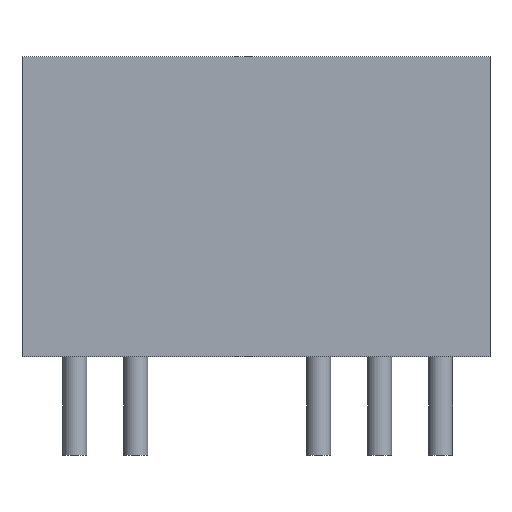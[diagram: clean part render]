
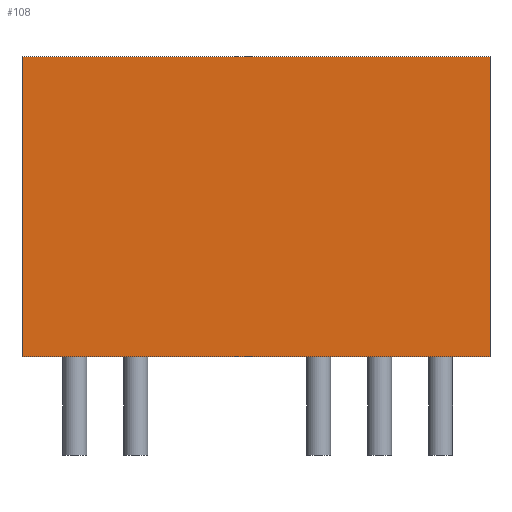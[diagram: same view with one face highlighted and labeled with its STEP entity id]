
A CAD part, front view. The second image highlights one B-rep face of the part: STEP entity #108.
In plain terms, the highlighted planar face has unit normal (0, -1, 0).
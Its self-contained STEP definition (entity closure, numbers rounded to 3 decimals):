
#32 = EDGE_CURVE('',#33,#35,#37,.T.);
#33 = VERTEX_POINT('',#34);
#34 = CARTESIAN_POINT('',(-9.8,-2.8,0.));
#35 = VERTEX_POINT('',#36);
#36 = CARTESIAN_POINT('',(-9.8,-2.8,12.5));
#37 = LINE('',#38,#39);
#38 = CARTESIAN_POINT('',(-9.8,-2.8,0.));
#39 = VECTOR('',#40,1.);
#40 = DIRECTION('',(0.,0.,1.));
#72 = EDGE_CURVE('',#73,#75,#77,.T.);
#73 = VERTEX_POINT('',#74);
#74 = CARTESIAN_POINT('',(9.7,-2.8,0.));
#75 = VERTEX_POINT('',#76);
#76 = CARTESIAN_POINT('',(9.7,-2.8,12.5));
#77 = LINE('',#78,#79);
#78 = CARTESIAN_POINT('',(9.7,-2.8,0.));
#79 = VECTOR('',#80,1.);
#80 = DIRECTION('',(0.,0.,1.));
#108 = ADVANCED_FACE('',(#109),#125,.F.);
#109 = FACE_BOUND('',#110,.F.);
#110 = EDGE_LOOP('',(#111,#117,#118,#124));
#111 = ORIENTED_EDGE('',*,*,#112,.F.);
#112 = EDGE_CURVE('',#33,#73,#113,.T.);
#113 = LINE('',#114,#115);
#114 = CARTESIAN_POINT('',(-9.8,-2.8,0.));
#115 = VECTOR('',#116,1.);
#116 = DIRECTION('',(1.,0.,0.));
#117 = ORIENTED_EDGE('',*,*,#32,.T.);
#118 = ORIENTED_EDGE('',*,*,#119,.T.);
#119 = EDGE_CURVE('',#35,#75,#120,.T.);
#120 = LINE('',#121,#122);
#121 = CARTESIAN_POINT('',(-9.8,-2.8,12.5));
#122 = VECTOR('',#123,1.);
#123 = DIRECTION('',(1.,0.,0.));
#124 = ORIENTED_EDGE('',*,*,#72,.F.);
#125 = PLANE('',#126);
#126 = AXIS2_PLACEMENT_3D('',#127,#128,#129);
#127 = CARTESIAN_POINT('',(-9.8,-2.8,0.));
#128 = DIRECTION('',(0.,1.,0.));
#129 = DIRECTION('',(0.,0.,1.));
